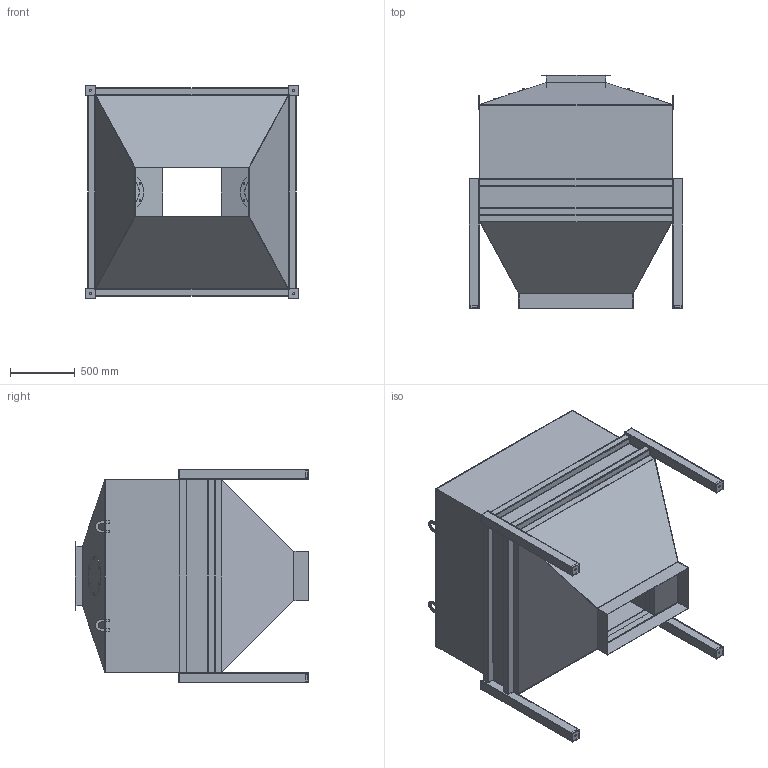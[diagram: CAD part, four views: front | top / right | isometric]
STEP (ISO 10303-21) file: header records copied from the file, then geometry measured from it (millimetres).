
FILE_DESCRIPTION (( 'STEP AP203' ), '1' );
FILE_NAME ('趨240-02.02.01.000.STEP', '2025-11-30T08:20:45', ( '栫謾樥' ), ( '' ), 'SwSTEP 2.0', 'SolidWorks 2023', '' );
FILE_SCHEMA (( 'CONFIG_CONTROL_DESIGN' ));
Length unit declared in the file: millimetre
Products named in the file (22): БН240-02.02.01.112; БН240-02.02.01.110; БН240-02.02.01.101; БН240-02.02.01.105; БН240-02.02.01.104; БН240-02.02.01.000; БН080-02.02.01.113; БН0240-02.02.01.111; БН080-01.02.01.104; БП120-01.02.01.101; Гайка М8 ГОСТ 5915-70; БН080-01.02.02.102; БН2000-01.02.02.100; БН240-02.02.01.100; БН080-01.02.01.102; Болт M8x30 ГОСТ7796-70; ВБ500-00.00.00.116; Б240-01.02.02.101; БН080-01.02.01.103; БН240-02.02.02.000; Шайба 8 ГОСТ6402; Труба 60Х60Х3_1490
Assembly tree (86 placements, depth 3):
  БН240-02.02.01.000
    БН240-02.02.02.000
      БН2000-01.02.02.100  x4
      Б240-01.02.02.101  x4
      БН080-01.02.02.102  x4
      Труба 60Х60Х3_1490  x8
    БН240-02.02.01.100  x2
    БН240-02.02.01.101  x2
    БН080-02.02.01.113  x4
    БП120-01.02.01.101
    БН080-01.02.01.102  x2
    БН080-01.02.01.103  x2
    БН080-01.02.01.104  x4
    БН240-02.02.01.110  x2
    БН0240-02.02.01.111  x2
    БН240-02.02.01.112  x2
    ВБ500-00.00.00.116  x2
    Болт M8x30 ГОСТ7796-70  x12
    Шайба 8 ГОСТ6402  x12
    Гайка М8 ГОСТ 5915-70  x12
    БН240-02.02.01.104  x2
    БН240-02.02.01.105  x2
Bounding box: 1650 x 1800.53 x 1650 mm (x, y, z)
Volume: 45524476.7 mm3; surface area: 30346708.8 mm2
Topology: 85 solids, 85 shells, 1094 faces, 2656 edges, 1744 vertices
Faces by surface type: plane 666, cylinder 276, cone 152
Entity records: 13516 total; most frequent: CARTESIAN_POINT 1923, DIRECTION 1660, ORIENTED_EDGE 1452, EDGE_CURVE 726, AXIS2_PLACEMENT_3D 583, LINE 494, VECTOR 494, VERTEX_POINT 478
